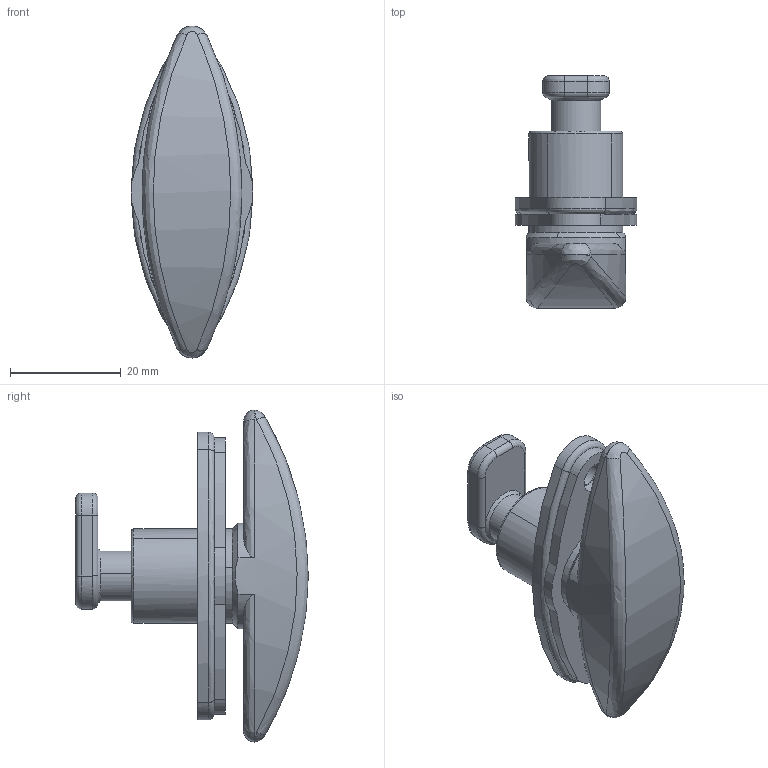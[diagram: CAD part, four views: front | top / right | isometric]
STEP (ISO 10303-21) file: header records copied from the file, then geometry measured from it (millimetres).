
FILE_DESCRIPTION((''),'2;1');
FILE_NAME('','2005-07-15T16:53:30',(''),(''),'','CADfix','');
FILE_SCHEMA(('AUTOMOTIVE_DESIGN'));
Length unit declared in the file: millimetre
Products named in the file (6): screw; knob; collar; cam_A; base; TL_341_12892_36
Assembly tree (6 placements, depth 2):
  TL_341_12892_36
    screw  x2
    knob
    collar
    cam_A
    base
Bounding box: 22 x 42 x 60 mm (x, y, z)
Volume: 13213.3 mm3; surface area: 10220.9 mm2
Topology: 6 solids, 6 shells, 172 faces, 512 edges, 358 vertices
Faces by surface type: bspline 172
Entity records: 6822 total; most frequent: CARTESIAN_POINT 4353, ORIENTED_EDGE 868, EDGE_CURVE 434, VERTEX_POINT 304, EDGE_LOOP 170, FACE_OUTER_BOUND 145, ADVANCED_FACE 145, QUASI_UNIFORM_CURVE 142
